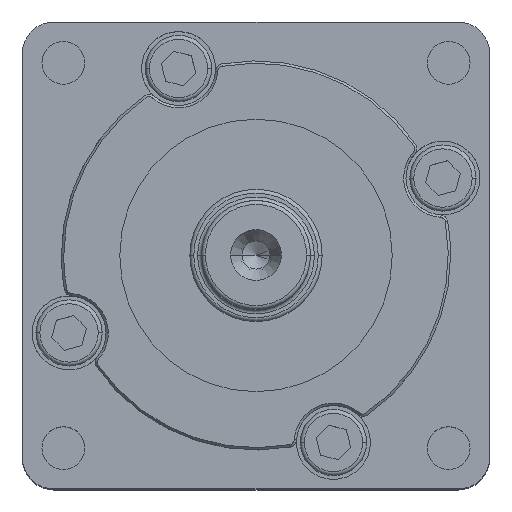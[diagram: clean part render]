
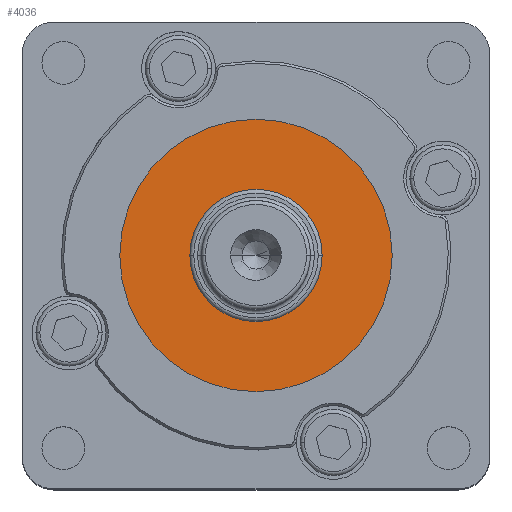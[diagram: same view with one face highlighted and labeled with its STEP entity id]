
A CAD part, top view. The second image highlights one B-rep face of the part: STEP entity #4036.
In plain terms, the highlighted planar face has unit normal (0, 0, 1).
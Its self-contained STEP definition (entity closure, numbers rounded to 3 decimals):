
#246 = CARTESIAN_POINT ( 'NONE',  ( -8.5, 0., 11.5 ) ) ;
#304 = DIRECTION ( 'NONE',  ( 1., 0., 0. ) ) ;
#360 = CARTESIAN_POINT ( 'NONE',  ( 0., 0., 11.5 ) ) ;
#1134 = VERTEX_POINT ( 'NONE', #246 ) ;
#1192 = EDGE_CURVE ( 'NONE', #3587, #1134, #3128, .T. ) ;
#1245 = VERTEX_POINT ( 'NONE', #2518 ) ;
#1284 = ORIENTED_EDGE ( 'NONE', *, *, #4436, .T. ) ;
#1648 = DIRECTION ( 'NONE',  ( 0., 0., 1. ) ) ;
#1686 = DIRECTION ( 'NONE',  ( 1., 0., 0. ) ) ;
#1720 = EDGE_LOOP ( 'NONE', ( #4402, #1284 ) ) ;
#2427 = CARTESIAN_POINT ( 'NONE',  ( 0., 0., 11.5 ) ) ;
#2518 = CARTESIAN_POINT ( 'NONE',  ( -17.5, 0., 11.5 ) ) ;
#3063 = PLANE ( 'NONE',  #4971 ) ;
#3126 = ORIENTED_EDGE ( 'NONE', *, *, #1192, .F. ) ;
#3128 = CIRCLE ( 'NONE', #8438, 8.5 ) ;
#3357 = CIRCLE ( 'NONE', #5437, 8.5 ) ;
#3426 = EDGE_CURVE ( 'NONE', #8427, #1245, #6057, .T. ) ;
#3587 = VERTEX_POINT ( 'NONE', #6072 ) ;
#3703 = CARTESIAN_POINT ( 'NONE',  ( 0., 0., 11.5 ) ) ;
#3826 = DIRECTION ( 'NONE',  ( 0., 0., 1. ) ) ;
#4036 = ADVANCED_FACE ( 'NONE', ( #4140, #7798 ), #3063, .T. ) ;
#4140 = FACE_BOUND ( 'NONE', #8932, .T. ) ;
#4257 = AXIS2_PLACEMENT_3D ( 'NONE', #360, #3826, #8555 ) ;
#4402 = ORIENTED_EDGE ( 'NONE', *, *, #3426, .T. ) ;
#4410 = DIRECTION ( 'NONE',  ( 0., 0., 1. ) ) ;
#4436 = EDGE_CURVE ( 'NONE', #1245, #8427, #4791, .T. ) ;
#4464 = CARTESIAN_POINT ( 'NONE',  ( 0., 0., 11.5 ) ) ;
#4791 = CIRCLE ( 'NONE', #8367, 17.5 ) ;
#4971 = AXIS2_PLACEMENT_3D ( 'NONE', #3703, #8445, #6481 ) ;
#5319 = EDGE_CURVE ( 'NONE', #1134, #3587, #3357, .T. ) ;
#5437 = AXIS2_PLACEMENT_3D ( 'NONE', #2427, #7255, #1686 ) ;
#5776 = DIRECTION ( 'NONE',  ( 1., 0., 0. ) ) ;
#5933 = ORIENTED_EDGE ( 'NONE', *, *, #5319, .F. ) ;
#6057 = CIRCLE ( 'NONE', #4257, 17.5 ) ;
#6072 = CARTESIAN_POINT ( 'NONE',  ( 8.5, 0., 11.5 ) ) ;
#6481 = DIRECTION ( 'NONE',  ( 1., 0., 0. ) ) ;
#7255 = DIRECTION ( 'NONE',  ( 0., 0., 1. ) ) ;
#7353 = CARTESIAN_POINT ( 'NONE',  ( 17.5, 0., 11.5 ) ) ;
#7798 = FACE_OUTER_BOUND ( 'NONE', #1720, .T. ) ;
#8367 = AXIS2_PLACEMENT_3D ( 'NONE', #8545, #1648, #304 ) ;
#8427 = VERTEX_POINT ( 'NONE', #7353 ) ;
#8438 = AXIS2_PLACEMENT_3D ( 'NONE', #4464, #4410, #5776 ) ;
#8445 = DIRECTION ( 'NONE',  ( 0., 0., 1. ) ) ;
#8545 = CARTESIAN_POINT ( 'NONE',  ( 0., 0., 11.5 ) ) ;
#8555 = DIRECTION ( 'NONE',  ( 1., 0., 0. ) ) ;
#8932 = EDGE_LOOP ( 'NONE', ( #3126, #5933 ) ) ;
